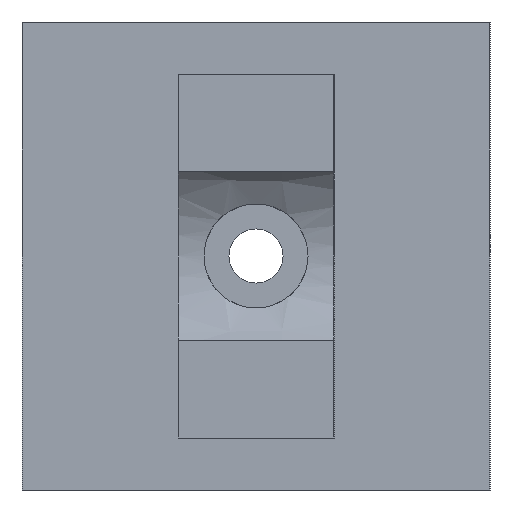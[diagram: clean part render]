
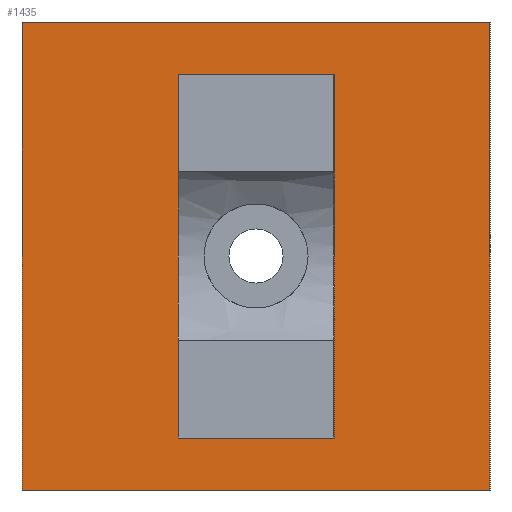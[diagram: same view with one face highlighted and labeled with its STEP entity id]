
A CAD part, left-side view. The second image highlights one B-rep face of the part: STEP entity #1435.
In plain terms, the highlighted face is planar.
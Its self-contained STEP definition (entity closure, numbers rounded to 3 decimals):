
#994=CARTESIAN_POINT('',(0.,0.,7.));
#995=DIRECTION('',(0.,0.,-1.));
#996=DIRECTION('',(1.,0.,0.));
#997=AXIS2_PLACEMENT_3D('',#994,#995,#996);
#999=CARTESIAN_POINT('',(0.,0.,7.));
#1000=DIRECTION('',(0.,0.,-1.));
#1001=DIRECTION('',(-1.,0.,0.));
#1002=AXIS2_PLACEMENT_3D('',#999,#1000,#1001);
#1004=CARTESIAN_POINT('',(-14.,0.,7.));
#1005=DIRECTION('',(0.,0.,-1.));
#1006=DIRECTION('',(1.,0.,0.));
#1007=AXIS2_PLACEMENT_3D('',#1004,#1005,#1006);
#1009=CARTESIAN_POINT('',(-14.,0.,7.));
#1010=DIRECTION('',(0.,0.,-1.));
#1011=DIRECTION('',(-1.,0.,0.));
#1012=AXIS2_PLACEMENT_3D('',#1009,#1010,#1011);
#1014=CARTESIAN_POINT('',(14.,0.,7.));
#1015=DIRECTION('',(0.,0.,-1.));
#1016=DIRECTION('',(1.,0.,0.));
#1017=AXIS2_PLACEMENT_3D('',#1014,#1015,#1016);
#1019=CARTESIAN_POINT('',(14.,0.,7.));
#1020=DIRECTION('',(0.,0.,-1.));
#1021=DIRECTION('',(-1.,0.,0.));
#1022=AXIS2_PLACEMENT_3D('',#1019,#1020,#1021);
#1024=DIRECTION('',(0.,-1.,0.));
#1025=VECTOR('',#1024,45.);
#1026=CARTESIAN_POINT('',(-22.5,22.5,7.));
#1027=LINE('',#1026,#1025);
#1028=DIRECTION('',(-1.,0.,0.));
#1029=VECTOR('',#1028,45.);
#1030=CARTESIAN_POINT('',(22.5,22.5,7.));
#1031=LINE('',#1030,#1029);
#1032=DIRECTION('',(0.,1.,0.));
#1033=VECTOR('',#1032,45.);
#1034=CARTESIAN_POINT('',(22.5,-22.5,7.));
#1035=LINE('',#1034,#1033);
#1036=DIRECTION('',(1.,0.,0.));
#1037=VECTOR('',#1036,45.);
#1038=CARTESIAN_POINT('',(-22.5,-22.5,7.));
#1039=LINE('',#1038,#1037);
#1238=CARTESIAN_POINT('',(6.5,0.,7.));
#1239=CARTESIAN_POINT('',(-6.5,0.,7.));
#1240=VERTEX_POINT('',#1238);
#1241=VERTEX_POINT('',#1239);
#1242=CARTESIAN_POINT('',(-11.75,0.,7.));
#1243=CARTESIAN_POINT('',(-16.25,0.,7.));
#1244=VERTEX_POINT('',#1242);
#1245=VERTEX_POINT('',#1243);
#1246=CARTESIAN_POINT('',(16.25,0.,7.));
#1247=CARTESIAN_POINT('',(11.75,0.,7.));
#1248=VERTEX_POINT('',#1246);
#1249=VERTEX_POINT('',#1247);
#1250=CARTESIAN_POINT('',(-22.5,22.5,7.));
#1251=CARTESIAN_POINT('',(-22.5,-22.5,7.));
#1252=VERTEX_POINT('',#1250);
#1253=VERTEX_POINT('',#1251);
#1254=CARTESIAN_POINT('',(22.5,-22.5,7.));
#1255=VERTEX_POINT('',#1254);
#1256=CARTESIAN_POINT('',(22.5,22.5,7.));
#1257=VERTEX_POINT('',#1256);
#1406=CARTESIAN_POINT('',(0.,0.,7.));
#1407=DIRECTION('',(0.,0.,1.));
#1408=DIRECTION('',(1.,0.,0.));
#1409=AXIS2_PLACEMENT_3D('',#1406,#1407,#1408);
#1410=PLANE('',#1409);
#1411=ORIENTED_EDGE('',*,*,#1358,.F.);
#1412=ORIENTED_EDGE('',*,*,#1373,.F.);
#1413=ORIENTED_EDGE('',*,*,#1387,.F.);
#1414=ORIENTED_EDGE('',*,*,#1400,.F.);
#1415=EDGE_LOOP('',(#1411,#1412,#1413,#1414));
#1416=FACE_OUTER_BOUND('',#1415,.F.);
#1418=ORIENTED_EDGE('',*,*,#1417,.F.);
#1420=ORIENTED_EDGE('',*,*,#1419,.F.);
#1421=EDGE_LOOP('',(#1418,#1420));
#1422=FACE_BOUND('',#1421,.F.);
#1424=ORIENTED_EDGE('',*,*,#1423,.F.);
#1426=ORIENTED_EDGE('',*,*,#1425,.F.);
#1427=EDGE_LOOP('',(#1424,#1426));
#1428=FACE_BOUND('',#1427,.F.);
#1430=ORIENTED_EDGE('',*,*,#1429,.F.);
#1432=ORIENTED_EDGE('',*,*,#1431,.F.);
#1433=EDGE_LOOP('',(#1430,#1432));
#1434=FACE_BOUND('',#1433,.F.);
#998=CIRCLE('',#997,6.5);
#1003=CIRCLE('',#1002,6.5);
#1008=CIRCLE('',#1007,2.25);
#1013=CIRCLE('',#1012,2.25);
#1018=CIRCLE('',#1017,2.25);
#1023=CIRCLE('',#1022,2.25);
#1358=EDGE_CURVE('',#1252,#1253,#1027,.T.);
#1373=EDGE_CURVE('',#1257,#1252,#1031,.T.);
#1387=EDGE_CURVE('',#1255,#1257,#1035,.T.);
#1400=EDGE_CURVE('',#1253,#1255,#1039,.T.);
#1417=EDGE_CURVE('',#1244,#1245,#1008,.T.);
#1419=EDGE_CURVE('',#1245,#1244,#1013,.T.);
#1423=EDGE_CURVE('',#1248,#1249,#1018,.T.);
#1425=EDGE_CURVE('',#1249,#1248,#1023,.T.);
#1429=EDGE_CURVE('',#1240,#1241,#998,.T.);
#1431=EDGE_CURVE('',#1241,#1240,#1003,.T.);
#1435=ADVANCED_FACE('',(#1416,#1422,#1428,#1434),#1410,.T.);
